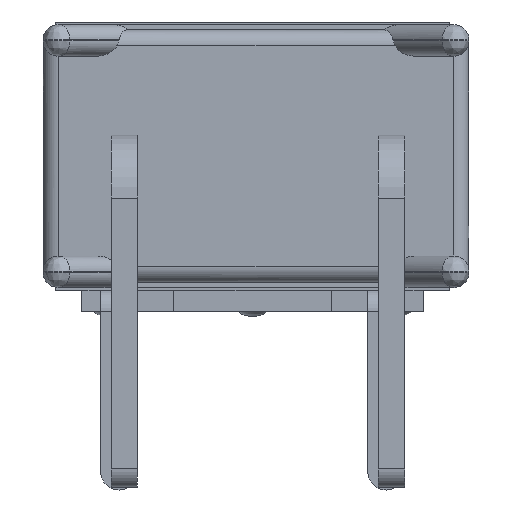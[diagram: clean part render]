
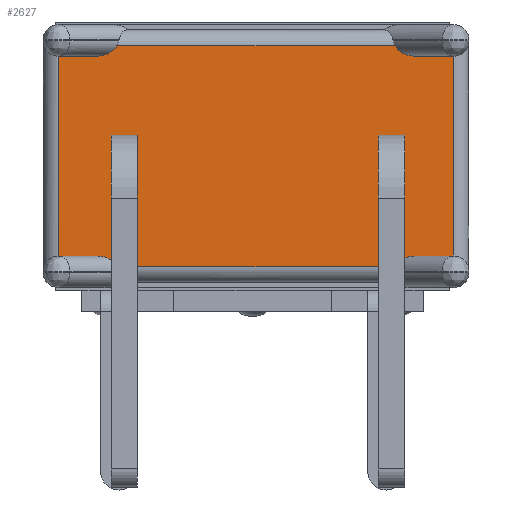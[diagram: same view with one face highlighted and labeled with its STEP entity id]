
A CAD part, front view. The second image highlights one B-rep face of the part: STEP entity #2627.
In plain terms, the highlighted planar face has unit normal (0, -1, 0).
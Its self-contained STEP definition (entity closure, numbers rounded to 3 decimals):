
#1=CARTESIAN_POINT('',(-3.051,-0.42,1.89));
#2=CARTESIAN_POINT('',(-3.008,-0.42,1.89));
#3=CARTESIAN_POINT('',(-2.927,-0.42,1.899));
#4=CARTESIAN_POINT('',(-2.821,-0.42,1.935));
#5=CARTESIAN_POINT('',(-2.729,-0.42,1.993));
#6=CARTESIAN_POINT('',(-2.679,-0.42,2.051));
#7=CARTESIAN_POINT('',(-2.661,-0.42,2.09));
#9=CARTESIAN_POINT('',(2.631,-0.42,2.09));
#10=CARTESIAN_POINT('',(2.649,-0.42,2.051));
#11=CARTESIAN_POINT('',(2.699,-0.42,1.993));
#12=CARTESIAN_POINT('',(2.791,-0.42,1.935));
#13=CARTESIAN_POINT('',(2.897,-0.42,1.899));
#14=CARTESIAN_POINT('',(2.978,-0.42,1.89));
#15=CARTESIAN_POINT('',(3.021,-0.42,1.89));
#17=DIRECTION('',(-1.,0.,0.));
#18=VECTOR('',#17,0.714);
#19=CARTESIAN_POINT('',(3.735,-0.42,-1.91));
#20=LINE('',#19,#18);
#21=CARTESIAN_POINT('',(3.021,-0.42,-1.91));
#22=CARTESIAN_POINT('',(2.978,-0.42,-1.91));
#23=CARTESIAN_POINT('',(2.897,-0.42,-1.919));
#24=CARTESIAN_POINT('',(2.791,-0.42,-1.955));
#25=CARTESIAN_POINT('',(2.699,-0.42,-2.013));
#26=CARTESIAN_POINT('',(2.649,-0.42,-2.071));
#27=CARTESIAN_POINT('',(2.631,-0.42,-2.11));
#29=CARTESIAN_POINT('',(-2.661,-0.42,-2.11));
#30=CARTESIAN_POINT('',(-2.679,-0.42,-2.071));
#31=CARTESIAN_POINT('',(-2.729,-0.42,-2.013));
#32=CARTESIAN_POINT('',(-2.821,-0.42,-1.955));
#33=CARTESIAN_POINT('',(-2.927,-0.42,-1.919));
#34=CARTESIAN_POINT('',(-3.008,-0.42,-1.91));
#35=CARTESIAN_POINT('',(-3.051,-0.42,-1.91));
#37=DIRECTION('',(-1.,0.,0.));
#38=VECTOR('',#37,0.714);
#39=CARTESIAN_POINT('',(-3.051,-0.42,-1.91));
#40=LINE('',#39,#38);
#50=DIRECTION('',(-1.,0.,0.));
#51=VECTOR('',#50,0.714);
#52=CARTESIAN_POINT('',(-3.051,-0.42,1.89));
#53=LINE('',#52,#51);
#98=DIRECTION('',(0.,0.,-1.));
#99=VECTOR('',#98,3.8);
#100=CARTESIAN_POINT('',(-3.765,-0.42,1.89));
#101=LINE('',#100,#99);
#189=DIRECTION('',(1.,0.,0.));
#190=VECTOR('',#189,5.292);
#191=CARTESIAN_POINT('',(-2.661,-0.42,-2.11));
#192=LINE('',#191,#190);
#385=DIRECTION('',(0.,0.,1.));
#386=VECTOR('',#385,3.8);
#387=CARTESIAN_POINT('',(3.735,-0.42,-1.91));
#388=LINE('',#387,#386);
#403=DIRECTION('',(-1.,0.,0.));
#404=VECTOR('',#403,0.714);
#405=CARTESIAN_POINT('',(3.735,-0.42,1.89));
#406=LINE('',#405,#404);
#451=DIRECTION('',(-1.,0.,0.));
#452=VECTOR('',#451,5.292);
#453=CARTESIAN_POINT('',(2.631,-0.42,2.09));
#454=LINE('',#453,#452);
#1901=DIRECTION('',(0.,0.,-1.));
#1902=VECTOR('',#1901,0.7);
#1903=CARTESIAN_POINT('',(2.81,-0.42,0.39));
#1904=LINE('',#1903,#1902);
#1929=DIRECTION('',(-1.,0.,0.));
#1930=VECTOR('',#1929,0.5);
#1931=CARTESIAN_POINT('',(2.81,-0.42,-0.31));
#1932=LINE('',#1931,#1930);
#1937=DIRECTION('',(0.,0.,-1.));
#1938=VECTOR('',#1937,0.7);
#1939=CARTESIAN_POINT('',(2.31,-0.42,0.39));
#1940=LINE('',#1939,#1938);
#1973=DIRECTION('',(-1.,0.,0.));
#1974=VECTOR('',#1973,0.5);
#1975=CARTESIAN_POINT('',(2.81,-0.42,0.39));
#1976=LINE('',#1975,#1974);
#2013=DIRECTION('',(0.,0.,-1.));
#2014=VECTOR('',#2013,0.7);
#2015=CARTESIAN_POINT('',(-2.27,-0.42,0.39));
#2016=LINE('',#2015,#2014);
#2041=DIRECTION('',(-1.,0.,0.));
#2042=VECTOR('',#2041,0.5);
#2043=CARTESIAN_POINT('',(-2.27,-0.42,-0.31));
#2044=LINE('',#2043,#2042);
#2049=DIRECTION('',(0.,0.,-1.));
#2050=VECTOR('',#2049,0.7);
#2051=CARTESIAN_POINT('',(-2.77,-0.42,0.39));
#2052=LINE('',#2051,#2050);
#2085=DIRECTION('',(-1.,0.,0.));
#2086=VECTOR('',#2085,0.5);
#2087=CARTESIAN_POINT('',(-2.27,-0.42,0.39));
#2088=LINE('',#2087,#2086);
#2125=CARTESIAN_POINT('',(-3.051,-0.42,1.89));
#2126=CARTESIAN_POINT('',(-3.765,-0.42,1.89));
#2127=VERTEX_POINT('',#2125);
#2128=VERTEX_POINT('',#2126);
#2129=VERTEX_POINT('',#7);
#2130=CARTESIAN_POINT('',(2.631,-0.42,2.09));
#2131=VERTEX_POINT('',#2130);
#2132=VERTEX_POINT('',#15);
#2133=CARTESIAN_POINT('',(3.735,-0.42,1.89));
#2134=VERTEX_POINT('',#2133);
#2135=CARTESIAN_POINT('',(3.735,-0.42,-1.91));
#2136=VERTEX_POINT('',#2135);
#2137=CARTESIAN_POINT('',(3.021,-0.42,-1.91));
#2138=VERTEX_POINT('',#2137);
#2139=VERTEX_POINT('',#27);
#2140=CARTESIAN_POINT('',(-2.661,-0.42,-2.11));
#2141=VERTEX_POINT('',#2140);
#2142=VERTEX_POINT('',#35);
#2143=CARTESIAN_POINT('',(-3.765,-0.42,-1.91));
#2144=VERTEX_POINT('',#2143);
#2556=CARTESIAN_POINT('',(-2.27,-0.42,0.39));
#2557=CARTESIAN_POINT('',(-2.27,-0.42,-0.31));
#2558=VERTEX_POINT('',#2556);
#2559=VERTEX_POINT('',#2557);
#2560=CARTESIAN_POINT('',(-2.77,-0.42,0.39));
#2561=CARTESIAN_POINT('',(-2.77,-0.42,-0.31));
#2562=VERTEX_POINT('',#2560);
#2563=VERTEX_POINT('',#2561);
#2564=CARTESIAN_POINT('',(2.81,-0.42,0.39));
#2565=CARTESIAN_POINT('',(2.81,-0.42,-0.31));
#2566=VERTEX_POINT('',#2564);
#2567=VERTEX_POINT('',#2565);
#2568=CARTESIAN_POINT('',(2.31,-0.42,0.39));
#2569=CARTESIAN_POINT('',(2.31,-0.42,-0.31));
#2570=VERTEX_POINT('',#2568);
#2571=VERTEX_POINT('',#2569);
#2576=CARTESIAN_POINT('',(-0.015,-0.42,-0.01));
#2577=DIRECTION('',(0.,1.,0.));
#2578=DIRECTION('',(1.,0.,0.));
#2579=AXIS2_PLACEMENT_3D('',#2576,#2577,#2578);
#2580=PLANE('',#2579);
#2582=ORIENTED_EDGE('',*,*,#2581,.F.);
#2584=ORIENTED_EDGE('',*,*,#2583,.T.);
#2586=ORIENTED_EDGE('',*,*,#2585,.F.);
#2588=ORIENTED_EDGE('',*,*,#2587,.T.);
#2590=ORIENTED_EDGE('',*,*,#2589,.F.);
#2592=ORIENTED_EDGE('',*,*,#2591,.F.);
#2594=ORIENTED_EDGE('',*,*,#2593,.T.);
#2596=ORIENTED_EDGE('',*,*,#2595,.T.);
#2598=ORIENTED_EDGE('',*,*,#2597,.F.);
#2600=ORIENTED_EDGE('',*,*,#2599,.T.);
#2602=ORIENTED_EDGE('',*,*,#2601,.T.);
#2604=ORIENTED_EDGE('',*,*,#2603,.F.);
#2605=EDGE_LOOP('',(#2582,#2584,#2586,#2588,#2590,#2592,#2594,#2596,#2598,#2600,
#2602,#2604));
#2606=FACE_OUTER_BOUND('',#2605,.F.);
#2608=ORIENTED_EDGE('',*,*,#2607,.F.);
#2610=ORIENTED_EDGE('',*,*,#2609,.T.);
#2612=ORIENTED_EDGE('',*,*,#2611,.T.);
#2614=ORIENTED_EDGE('',*,*,#2613,.F.);
#2615=EDGE_LOOP('',(#2608,#2610,#2612,#2614));
#2616=FACE_BOUND('',#2615,.F.);
#2618=ORIENTED_EDGE('',*,*,#2617,.F.);
#2620=ORIENTED_EDGE('',*,*,#2619,.T.);
#2622=ORIENTED_EDGE('',*,*,#2621,.T.);
#2624=ORIENTED_EDGE('',*,*,#2623,.F.);
#2625=EDGE_LOOP('',(#2618,#2620,#2622,#2624));
#2626=FACE_BOUND('',#2625,.F.);
#2627=ADVANCED_FACE('',(#2606,#2616,#2626),#2580,.F.);
#8=B_SPLINE_CURVE_WITH_KNOTS('',3,(#1,#2,#3,#4,#5,#6,#7),.UNSPECIFIED.,.F.,.F.,(
4,1,1,1,4),(0.,0.25,0.5,0.75,1.),.UNSPECIFIED.);
#16=B_SPLINE_CURVE_WITH_KNOTS('',3,(#9,#10,#11,#12,#13,#14,#15),.UNSPECIFIED.,
.F.,.F.,(4,1,1,1,4),(0.,0.25,0.5,0.75,1.),.UNSPECIFIED.);
#28=B_SPLINE_CURVE_WITH_KNOTS('',3,(#21,#22,#23,#24,#25,#26,#27),.UNSPECIFIED.,
.F.,.F.,(4,1,1,1,4),(0.,0.25,0.5,0.75,1.),.UNSPECIFIED.);
#36=B_SPLINE_CURVE_WITH_KNOTS('',3,(#29,#30,#31,#32,#33,#34,#35),.UNSPECIFIED.,
.F.,.F.,(4,1,1,1,4),(0.,0.25,0.5,0.75,1.),.UNSPECIFIED.);
#2581=EDGE_CURVE('',#2127,#2128,#53,.T.);
#2583=EDGE_CURVE('',#2127,#2129,#8,.T.);
#2585=EDGE_CURVE('',#2131,#2129,#454,.T.);
#2587=EDGE_CURVE('',#2131,#2132,#16,.T.);
#2589=EDGE_CURVE('',#2134,#2132,#406,.T.);
#2591=EDGE_CURVE('',#2136,#2134,#388,.T.);
#2593=EDGE_CURVE('',#2136,#2138,#20,.T.);
#2595=EDGE_CURVE('',#2138,#2139,#28,.T.);
#2597=EDGE_CURVE('',#2141,#2139,#192,.T.);
#2599=EDGE_CURVE('',#2141,#2142,#36,.T.);
#2601=EDGE_CURVE('',#2142,#2144,#40,.T.);
#2603=EDGE_CURVE('',#2128,#2144,#101,.T.);
#2607=EDGE_CURVE('',#2566,#2567,#1904,.T.);
#2609=EDGE_CURVE('',#2566,#2570,#1976,.T.);
#2611=EDGE_CURVE('',#2570,#2571,#1940,.T.);
#2613=EDGE_CURVE('',#2567,#2571,#1932,.T.);
#2617=EDGE_CURVE('',#2558,#2559,#2016,.T.);
#2619=EDGE_CURVE('',#2558,#2562,#2088,.T.);
#2621=EDGE_CURVE('',#2562,#2563,#2052,.T.);
#2623=EDGE_CURVE('',#2559,#2563,#2044,.T.);
